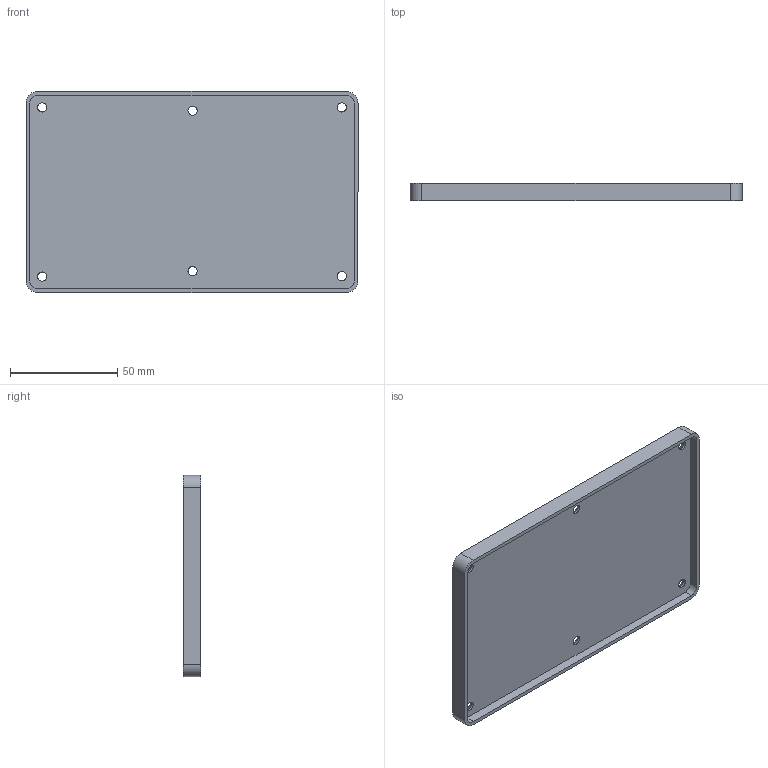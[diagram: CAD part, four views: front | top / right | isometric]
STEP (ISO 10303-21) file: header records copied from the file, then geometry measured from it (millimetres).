
FILE_DESCRIPTION (( 'STEP AP214' ), '1' );
FILE_NAME ('EMTMountIntegralBoxLid.STEP', '2024-07-14T02:23:56', ( '' ), ( '' ), 'SwSTEP 2.0', 'SolidWorks 2024', '' );
FILE_SCHEMA (( 'AUTOMOTIVE_DESIGN' ));
Length unit declared in the file: millimetre
Products named in the file (1): EMTMountIntegralBoxLid
Bounding box: 154.51 x 8 x 93.67 mm (x, y, z)
Volume: 60195.5 mm3; surface area: 35196.2 mm2
Topology: 1 solids, 1 shells, 316 faces, 846 edges, 560 vertices
Faces by surface type: plane 146, bspline 138, cylinder 20, cone 12
Entity records: 16121 total; most frequent: CARTESIAN_POINT 9077, ORIENTED_EDGE 1692, DIRECTION 980, EDGE_CURVE 846, VERTEX_POINT 560, LINE 518, VECTOR 518, EDGE_LOOP 356
